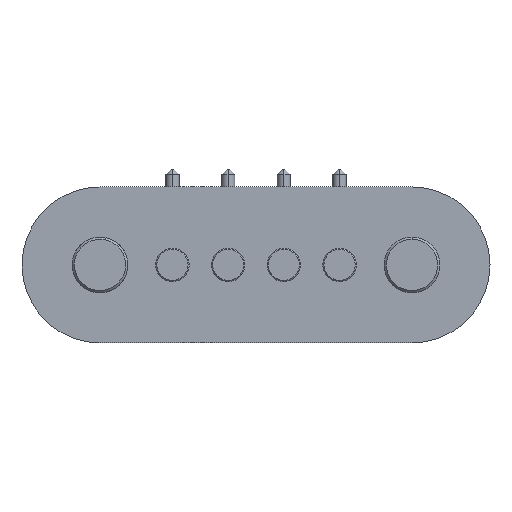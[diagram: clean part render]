
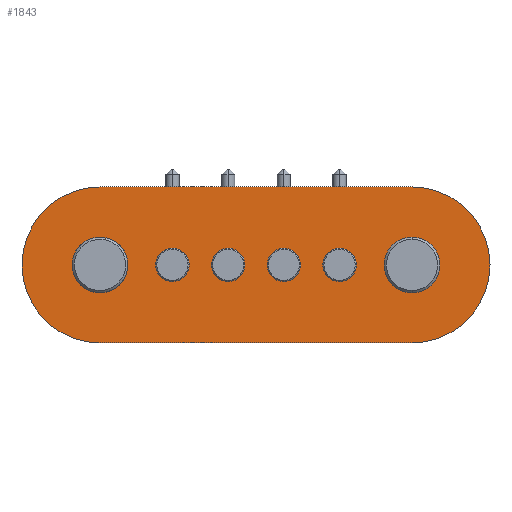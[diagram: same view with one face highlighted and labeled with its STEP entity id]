
A CAD part, front view. The second image highlights one B-rep face of the part: STEP entity #1843.
In plain terms, the highlighted planar face has unit normal (0, -1, 0).
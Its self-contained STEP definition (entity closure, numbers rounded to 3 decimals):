
#6 = VERTEX_POINT ( 'NONE', #1432 ) ;
#48 = AXIS2_PLACEMENT_3D ( 'NONE', #490, #1074, #1507 ) ;
#58 = DIRECTION ( 'NONE',  ( 0., 1., 0. ) ) ;
#66 = ORIENTED_EDGE ( 'NONE', *, *, #1051, .F. ) ;
#75 = CARTESIAN_POINT ( 'NONE',  ( 0., 0., -3.5 ) ) ;
#100 = AXIS2_PLACEMENT_3D ( 'NONE', #1353, #484, #633 ) ;
#102 = DIRECTION ( 'NONE',  ( 0., -1., 0. ) ) ;
#109 = DIRECTION ( 'NONE',  ( 0., -1., 0. ) ) ;
#119 = CARTESIAN_POINT ( 'NONE',  ( 8.25, 0., -0.75 ) ) ;
#126 = DIRECTION ( 'NONE',  ( 0., 0., -1. ) ) ;
#129 = CARTESIAN_POINT ( 'NONE',  ( 10.75, 0., -0.75 ) ) ;
#136 = AXIS2_PLACEMENT_3D ( 'NONE', #410, #109, #1141 ) ;
#147 = EDGE_LOOP ( 'NONE', ( #418, #66 ) ) ;
#149 = DIRECTION ( 'NONE',  ( 0., 0., -1. ) ) ;
#159 = AXIS2_PLACEMENT_3D ( 'NONE', #1471, #912, #1482 ) ;
#168 = CIRCLE ( 'NONE', #136, 1.25 ) ;
#178 = DIRECTION ( 'NONE',  ( 0., -1., 0. ) ) ;
#180 = EDGE_CURVE ( 'NONE', #1206, #1401, #559, .T. ) ;
#184 = VERTEX_POINT ( 'NONE', #450 ) ;
#186 = ORIENTED_EDGE ( 'NONE', *, *, #1590, .F. ) ;
#209 = CARTESIAN_POINT ( 'NONE',  ( 0., 0., 0. ) ) ;
#248 = CARTESIAN_POINT ( 'NONE',  ( 5.75, 0., 0. ) ) ;
#256 = AXIS2_PLACEMENT_3D ( 'NONE', #209, #58, #370 ) ;
#257 = EDGE_CURVE ( 'NONE', #796, #1812, #1131, .T. ) ;
#268 = CIRCLE ( 'NONE', #826, 0.75 ) ;
#288 = DIRECTION ( 'NONE',  ( 0., -1., 0. ) ) ;
#290 = VERTEX_POINT ( 'NONE', #689 ) ;
#293 = EDGE_CURVE ( 'NONE', #1273, #184, #530, .T. ) ;
#298 = DIRECTION ( 'NONE',  ( 0., -1., 0. ) ) ;
#299 = AXIS2_PLACEMENT_3D ( 'NONE', #1869, #298, #126 ) ;
#346 = CARTESIAN_POINT ( 'NONE',  ( 8.25, 0., 0.75 ) ) ;
#370 = DIRECTION ( 'NONE',  ( 0., 0., 1. ) ) ;
#382 = ORIENTED_EDGE ( 'NONE', *, *, #438, .F. ) ;
#410 = CARTESIAN_POINT ( 'NONE',  ( 14., 0., 0. ) ) ;
#418 = ORIENTED_EDGE ( 'NONE', *, *, #645, .F. ) ;
#421 = EDGE_CURVE ( 'NONE', #987, #862, #840, .T. ) ;
#438 = EDGE_CURVE ( 'NONE', #1014, #819, #1193, .T. ) ;
#446 = FACE_BOUND ( 'NONE', #787, .T. ) ;
#450 = CARTESIAN_POINT ( 'NONE',  ( 10.75, 0., 0.75 ) ) ;
#453 = EDGE_CURVE ( 'NONE', #1714, #533, #821, .T. ) ;
#467 = DIRECTION ( 'NONE',  ( 0., -1., 0. ) ) ;
#484 = DIRECTION ( 'NONE',  ( 0., 1., 0. ) ) ;
#490 = CARTESIAN_POINT ( 'NONE',  ( 0., 0., 0. ) ) ;
#496 = EDGE_LOOP ( 'NONE', ( #871, #186 ) ) ;
#498 = AXIS2_PLACEMENT_3D ( 'NONE', #1103, #988, #1382 ) ;
#505 = FACE_OUTER_BOUND ( 'NONE', #1447, .T. ) ;
#514 = FACE_BOUND ( 'NONE', #496, .T. ) ;
#523 = EDGE_LOOP ( 'NONE', ( #1570, #1640 ) ) ;
#530 = CIRCLE ( 'NONE', #498, 0.75 ) ;
#533 = VERTEX_POINT ( 'NONE', #742 ) ;
#540 = CIRCLE ( 'NONE', #1653, 0.75 ) ;
#559 = CIRCLE ( 'NONE', #1854, 1.25 ) ;
#580 = EDGE_LOOP ( 'NONE', ( #382, #1820 ) ) ;
#588 = CARTESIAN_POINT ( 'NONE',  ( 14., 0., 3.5 ) ) ;
#633 = DIRECTION ( 'NONE',  ( 0., 0., 1. ) ) ;
#639 = FACE_BOUND ( 'NONE', #523, .T. ) ;
#645 = EDGE_CURVE ( 'NONE', #6, #848, #993, .T. ) ;
#670 = FACE_BOUND ( 'NONE', #147, .T. ) ;
#671 = EDGE_CURVE ( 'NONE', #533, #987, #1025, .T. ) ;
#674 = DIRECTION ( 'NONE',  ( -1., 0., 0. ) ) ;
#689 = CARTESIAN_POINT ( 'NONE',  ( 5.75, 0., 0.75 ) ) ;
#699 = DIRECTION ( 'NONE',  ( 0., 0., -1. ) ) ;
#742 = CARTESIAN_POINT ( 'NONE',  ( 0., 0., -3.5 ) ) ;
#777 = EDGE_LOOP ( 'NONE', ( #1057, #1345 ) ) ;
#782 = ORIENTED_EDGE ( 'NONE', *, *, #453, .F. ) ;
#787 = EDGE_LOOP ( 'NONE', ( #1307, #943 ) ) ;
#792 = CIRCLE ( 'NONE', #100, 3.5 ) ;
#796 = VERTEX_POINT ( 'NONE', #119 ) ;
#804 = DIRECTION ( 'NONE',  ( 0., 0., -1. ) ) ;
#819 = VERTEX_POINT ( 'NONE', #1284 ) ;
#821 = LINE ( 'NONE', #75, #1495 ) ;
#826 = AXIS2_PLACEMENT_3D ( 'NONE', #248, #1115, #1688 ) ;
#840 = LINE ( 'NONE', #1403, #1255 ) ;
#848 = VERTEX_POINT ( 'NONE', #879 ) ;
#862 = VERTEX_POINT ( 'NONE', #588 ) ;
#865 = ORIENTED_EDGE ( 'NONE', *, *, #671, .F. ) ;
#871 = ORIENTED_EDGE ( 'NONE', *, *, #257, .F. ) ;
#879 = CARTESIAN_POINT ( 'NONE',  ( 0., 0., 1.25 ) ) ;
#912 = DIRECTION ( 'NONE',  ( 0., -1., 0. ) ) ;
#923 = ORIENTED_EDGE ( 'NONE', *, *, #421, .F. ) ;
#925 = CARTESIAN_POINT ( 'NONE',  ( 3.25, 0., 0. ) ) ;
#935 = CARTESIAN_POINT ( 'NONE',  ( 5.75, 0., -0.75 ) ) ;
#943 = ORIENTED_EDGE ( 'NONE', *, *, #1622, .F. ) ;
#987 = VERTEX_POINT ( 'NONE', #1796 ) ;
#988 = DIRECTION ( 'NONE',  ( 0., -1., 0. ) ) ;
#989 = CARTESIAN_POINT ( 'NONE',  ( 14., 0., -3.5 ) ) ;
#993 = CIRCLE ( 'NONE', #159, 1.25 ) ;
#1014 = VERTEX_POINT ( 'NONE', #1636 ) ;
#1021 = CARTESIAN_POINT ( 'NONE',  ( 8.25, 0., 0. ) ) ;
#1025 = CIRCLE ( 'NONE', #256, 3.5 ) ;
#1051 = EDGE_CURVE ( 'NONE', #848, #6, #1316, .T. ) ;
#1057 = ORIENTED_EDGE ( 'NONE', *, *, #293, .F. ) ;
#1074 = DIRECTION ( 'NONE',  ( 0., 1., 0. ) ) ;
#1097 = CARTESIAN_POINT ( 'NONE',  ( 10.75, 0., 0. ) ) ;
#1103 = CARTESIAN_POINT ( 'NONE',  ( 10.75, 0., 0. ) ) ;
#1115 = DIRECTION ( 'NONE',  ( 0., -1., 0. ) ) ;
#1117 = CIRCLE ( 'NONE', #299, 0.75 ) ;
#1131 = CIRCLE ( 'NONE', #1338, 0.75 ) ;
#1141 = DIRECTION ( 'NONE',  ( 0., 0., -1. ) ) ;
#1147 = AXIS2_PLACEMENT_3D ( 'NONE', #1097, #1668, #804 ) ;
#1175 = DIRECTION ( 'NONE',  ( 0., -1., 0. ) ) ;
#1193 = CIRCLE ( 'NONE', #1800, 0.75 ) ;
#1206 = VERTEX_POINT ( 'NONE', #1274 ) ;
#1207 = CIRCLE ( 'NONE', #1147, 0.75 ) ;
#1213 = PLANE ( 'NONE',  #48 ) ;
#1241 = FACE_BOUND ( 'NONE', #580, .T. ) ;
#1246 = CARTESIAN_POINT ( 'NONE',  ( 3.25, 0., 0. ) ) ;
#1255 = VECTOR ( 'NONE', #1530, 1000. ) ;
#1257 = DIRECTION ( 'NONE',  ( 0., -1., 0. ) ) ;
#1260 = AXIS2_PLACEMENT_3D ( 'NONE', #1368, #1257, #1659 ) ;
#1273 = VERTEX_POINT ( 'NONE', #129 ) ;
#1274 = CARTESIAN_POINT ( 'NONE',  ( 14., 0., -1.25 ) ) ;
#1284 = CARTESIAN_POINT ( 'NONE',  ( 3.25, 0., 0.75 ) ) ;
#1297 = EDGE_CURVE ( 'NONE', #819, #1014, #540, .T. ) ;
#1305 = DIRECTION ( 'NONE',  ( 0., 0., -1. ) ) ;
#1307 = ORIENTED_EDGE ( 'NONE', *, *, #1522, .F. ) ;
#1316 = CIRCLE ( 'NONE', #1260, 1.25 ) ;
#1338 = AXIS2_PLACEMENT_3D ( 'NONE', #1021, #1175, #1609 ) ;
#1345 = ORIENTED_EDGE ( 'NONE', *, *, #1546, .F. ) ;
#1353 = CARTESIAN_POINT ( 'NONE',  ( 14., 0., 0. ) ) ;
#1368 = CARTESIAN_POINT ( 'NONE',  ( 0., 0., 0. ) ) ;
#1372 = VERTEX_POINT ( 'NONE', #935 ) ;
#1380 = EDGE_CURVE ( 'NONE', #862, #1714, #792, .T. ) ;
#1382 = DIRECTION ( 'NONE',  ( 0., 0., -1. ) ) ;
#1401 = VERTEX_POINT ( 'NONE', #1795 ) ;
#1403 = CARTESIAN_POINT ( 'NONE',  ( 0., 0., 3.5 ) ) ;
#1432 = CARTESIAN_POINT ( 'NONE',  ( 0., 0., -1.25 ) ) ;
#1441 = ORIENTED_EDGE ( 'NONE', *, *, #1380, .F. ) ;
#1447 = EDGE_LOOP ( 'NONE', ( #865, #782, #1441, #923 ) ) ;
#1471 = CARTESIAN_POINT ( 'NONE',  ( 0., 0., 0. ) ) ;
#1480 = CIRCLE ( 'NONE', #1839, 0.75 ) ;
#1482 = DIRECTION ( 'NONE',  ( 0., 0., -1. ) ) ;
#1495 = VECTOR ( 'NONE', #674, 1000. ) ;
#1507 = DIRECTION ( 'NONE',  ( 0., 0., 1. ) ) ;
#1520 = FACE_BOUND ( 'NONE', #777, .T. ) ;
#1522 = EDGE_CURVE ( 'NONE', #1372, #290, #268, .T. ) ;
#1530 = DIRECTION ( 'NONE',  ( 1., 0., 0. ) ) ;
#1546 = EDGE_CURVE ( 'NONE', #184, #1273, #1207, .T. ) ;
#1570 = ORIENTED_EDGE ( 'NONE', *, *, #180, .F. ) ;
#1590 = EDGE_CURVE ( 'NONE', #1812, #796, #1480, .T. ) ;
#1598 = CARTESIAN_POINT ( 'NONE',  ( 8.25, 0., 0. ) ) ;
#1609 = DIRECTION ( 'NONE',  ( 0., 0., -1. ) ) ;
#1613 = EDGE_CURVE ( 'NONE', #1401, #1206, #168, .T. ) ;
#1622 = EDGE_CURVE ( 'NONE', #290, #1372, #1117, .T. ) ;
#1636 = CARTESIAN_POINT ( 'NONE',  ( 3.25, 0., -0.75 ) ) ;
#1640 = ORIENTED_EDGE ( 'NONE', *, *, #1613, .F. ) ;
#1653 = AXIS2_PLACEMENT_3D ( 'NONE', #925, #467, #1774 ) ;
#1659 = DIRECTION ( 'NONE',  ( 0., 0., -1. ) ) ;
#1668 = DIRECTION ( 'NONE',  ( 0., -1., 0. ) ) ;
#1688 = DIRECTION ( 'NONE',  ( 0., 0., -1. ) ) ;
#1714 = VERTEX_POINT ( 'NONE', #989 ) ;
#1722 = CARTESIAN_POINT ( 'NONE',  ( 14., 0., 0. ) ) ;
#1774 = DIRECTION ( 'NONE',  ( 0., 0., -1. ) ) ;
#1795 = CARTESIAN_POINT ( 'NONE',  ( 14., 0., 1.25 ) ) ;
#1796 = CARTESIAN_POINT ( 'NONE',  ( 0., 0., 3.5 ) ) ;
#1800 = AXIS2_PLACEMENT_3D ( 'NONE', #1246, #102, #699 ) ;
#1812 = VERTEX_POINT ( 'NONE', #346 ) ;
#1820 = ORIENTED_EDGE ( 'NONE', *, *, #1297, .F. ) ;
#1839 = AXIS2_PLACEMENT_3D ( 'NONE', #1598, #288, #1305 ) ;
#1843 = ADVANCED_FACE ( 'NONE', ( #670, #1520, #639, #1241, #446, #514, #505 ), #1213, .F. ) ;
#1854 = AXIS2_PLACEMENT_3D ( 'NONE', #1722, #178, #149 ) ;
#1869 = CARTESIAN_POINT ( 'NONE',  ( 5.75, 0., 0. ) ) ;
